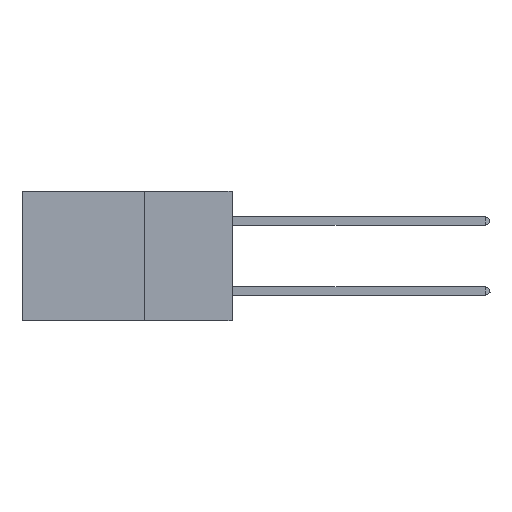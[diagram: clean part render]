
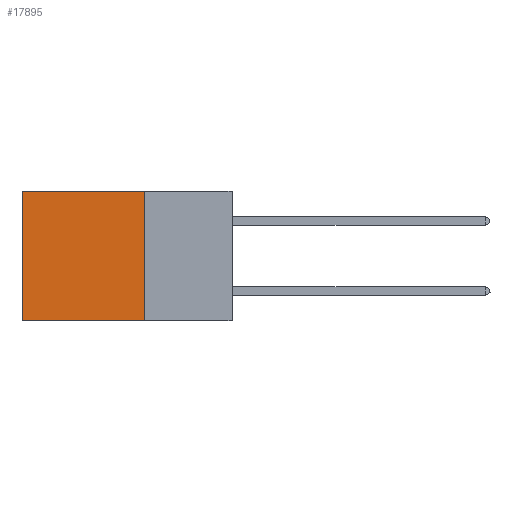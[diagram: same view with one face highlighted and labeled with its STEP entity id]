
A CAD part, left-side view. The second image highlights one B-rep face of the part: STEP entity #17895.
In plain terms, the highlighted planar face has unit normal (-1, 0, 0).
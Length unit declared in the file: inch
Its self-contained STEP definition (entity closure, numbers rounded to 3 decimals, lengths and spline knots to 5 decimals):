
#1368 = DIRECTION ( 'NONE',  ( 0., 0., -1. ) ) ;
#1431 = VECTOR ( 'NONE', #3649, 39.37008 ) ;
#1543 = DIRECTION ( 'NONE',  ( 0., 0., -1. ) ) ;
#2081 = ORIENTED_EDGE ( 'NONE', *, *, #17886, .F. ) ;
#2714 = CARTESIAN_POINT ( 'NONE',  ( 0.2875, 0.25, 0. ) ) ;
#3649 = DIRECTION ( 'NONE',  ( 0., 1., 0. ) ) ;
#3691 = DIRECTION ( 'NONE',  ( 0., 0., -1. ) ) ;
#4016 = ORIENTED_EDGE ( 'NONE', *, *, #26164, .T. ) ;
#4032 = VECTOR ( 'NONE', #16678, 39.37008 ) ;
#4615 = FACE_OUTER_BOUND ( 'NONE', #10122, .T. ) ;
#5323 = VECTOR ( 'NONE', #1368, 39.37008 ) ;
#5539 = DIRECTION ( 'NONE',  ( 1., 0., 0. ) ) ;
#7388 = VERTEX_POINT ( 'NONE', #10855 ) ;
#7554 = CARTESIAN_POINT ( 'NONE',  ( 0.2875, 0.6, 0. ) ) ;
#8683 = EDGE_CURVE ( 'NONE', #12186, #21699, #10665, .T. ) ;
#10122 = EDGE_LOOP ( 'NONE', ( #4016, #11643, #2081, #23216 ) ) ;
#10665 = LINE ( 'NONE', #25624, #1431 ) ;
#10799 = VERTEX_POINT ( 'NONE', #25369 ) ;
#10816 = AXIS2_PLACEMENT_3D ( 'NONE', #15596, #5539, #1543 ) ;
#10855 = CARTESIAN_POINT ( 'NONE',  ( 0.2875, 0.6, -0.37 ) ) ;
#11643 = ORIENTED_EDGE ( 'NONE', *, *, #23859, .F. ) ;
#12186 = VERTEX_POINT ( 'NONE', #2714 ) ;
#15596 = CARTESIAN_POINT ( 'NONE',  ( 0.2875, 0.25, 0. ) ) ;
#16627 = LINE ( 'NONE', #25661, #20100 ) ;
#16678 = DIRECTION ( 'NONE',  ( 0., 1., 0. ) ) ;
#17886 = EDGE_CURVE ( 'NONE', #12186, #10799, #16627, .T. ) ;
#17895 = ADVANCED_FACE ( 'NONE', ( #4615 ), #23794, .F. ) ;
#20100 = VECTOR ( 'NONE', #3691, 39.37008 ) ;
#21699 = VERTEX_POINT ( 'NONE', #23600 ) ;
#23216 = ORIENTED_EDGE ( 'NONE', *, *, #8683, .T. ) ;
#23600 = CARTESIAN_POINT ( 'NONE',  ( 0.2875, 0.6, 0. ) ) ;
#23794 = PLANE ( 'NONE',  #10816 ) ;
#23859 = EDGE_CURVE ( 'NONE', #10799, #7388, #25519, .T. ) ;
#24602 = CARTESIAN_POINT ( 'NONE',  ( 0.2875, 0.25, -0.37 ) ) ;
#25369 = CARTESIAN_POINT ( 'NONE',  ( 0.2875, 0.25, -0.37 ) ) ;
#25519 = LINE ( 'NONE', #24602, #4032 ) ;
#25624 = CARTESIAN_POINT ( 'NONE',  ( 0.2875, 0.25, 0. ) ) ;
#25661 = CARTESIAN_POINT ( 'NONE',  ( 0.2875, 0.25, 0. ) ) ;
#25844 = LINE ( 'NONE', #7554, #5323 ) ;
#26164 = EDGE_CURVE ( 'NONE', #21699, #7388, #25844, .T. ) ;
